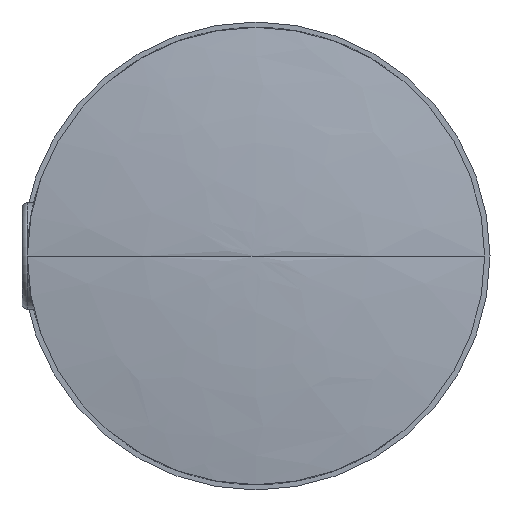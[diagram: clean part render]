
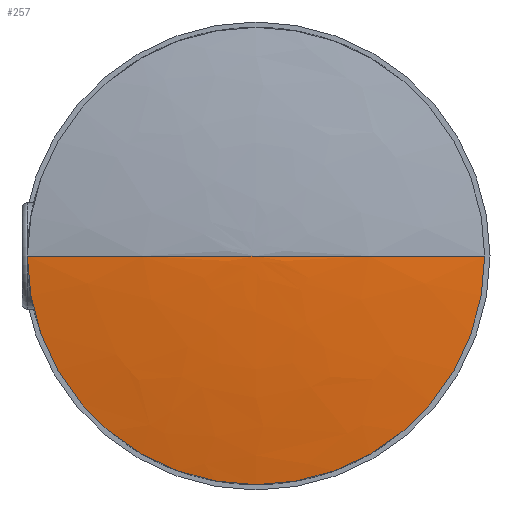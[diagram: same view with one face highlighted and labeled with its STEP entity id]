
A CAD part, left-side view. The second image highlights one B-rep face of the part: STEP entity #257.
In plain terms, the highlighted free-form (B-spline) face has degree [2, 3] with [3, 4] control points.
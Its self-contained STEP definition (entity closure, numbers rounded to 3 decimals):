
#257 = ADVANCED_FACE ( 'NONE', ( #397 ), #337, .F. ) ;
#309 = AXIS2_PLACEMENT_3D ( 'NONE', #589, #4297, #1389 ) ;
#337 =( BOUNDED_SURFACE ( )  B_SPLINE_SURFACE ( 2, 3, ( 
 ( #5389, #1610, #3753, #2924 ),
 ( #4605, #2513, #4187, #425 ),
 ( #2346, #3984, #4016, #5181 ) ),
 .UNSPECIFIED., .F., .F., .F. ) 
 B_SPLINE_SURFACE_WITH_KNOTS ( ( 3, 3 ),
 ( 4, 4 ),
 ( 0., 1. ),
 ( 0., 1. ),
 .UNSPECIFIED. ) 
 GEOMETRIC_REPRESENTATION_ITEM ( )  RATIONAL_B_SPLINE_SURFACE ( (
 ( 1., 0.333, 0.333, 1.),
 ( 1., 0.333, 0.333, 1.),
 ( 1., 0.333, 0.333, 1.) ) ) 
 REPRESENTATION_ITEM ( '' )  SURFACE ( )  );
#397 = FACE_OUTER_BOUND ( 'NONE', #570, .T. ) ;
#425 = CARTESIAN_POINT ( 'NONE',  ( -70.773, -5.274, 0. ) ) ;
#570 = EDGE_LOOP ( 'NONE', ( #1805, #5124, #1151, #4672 ) ) ;
#589 = CARTESIAN_POINT ( 'NONE',  ( -69.926, 0., 0. ) ) ;
#670 = CARTESIAN_POINT ( 'NONE',  ( -70.773, 5.274, 0. ) ) ;
#772 = CARTESIAN_POINT ( 'NONE',  ( -70.753, 0., 0. ) ) ;
#905 = VERTEX_POINT ( 'NONE', #943 ) ;
#943 = CARTESIAN_POINT ( 'NONE',  ( -69.926, 10.75, 0. ) ) ;
#1151 = ORIENTED_EDGE ( 'NONE', *, *, #3721, .F. ) ;
#1162 = CARTESIAN_POINT ( 'NONE',  ( -69.926, 10.75, 0. ) ) ;
#1389 = DIRECTION ( 'NONE',  ( 0., 0., 1. ) ) ;
#1476 = EDGE_CURVE ( 'NONE', #2520, #2143, #2676, .T. ) ;
#1524 = CARTESIAN_POINT ( 'NONE',  ( -70.753, 0., 0. ) ) ;
#1610 = CARTESIAN_POINT ( 'NONE',  ( -69.926, 10.75, -21.5 ) ) ;
#1805 = ORIENTED_EDGE ( 'NONE', *, *, #1476, .T. ) ;
#1998 = CIRCLE ( 'NONE', #4356, 10.75 ) ;
#2011 = CARTESIAN_POINT ( 'NONE',  ( -70.773, -5.274, 0. ) ) ;
#2143 = VERTEX_POINT ( 'NONE', #2181 ) ;
#2181 = CARTESIAN_POINT ( 'NONE',  ( -69.926, -10.75, 0. ) ) ;
#2346 = CARTESIAN_POINT ( 'NONE',  ( -70.753, 0., 0. ) ) ;
#2453 = B_SPLINE_CURVE_WITH_KNOTS ( 'NONE', 2,
 ( #1162, #670, #1524 ),
 .UNSPECIFIED., .F., .F.,
 ( 3, 3 ),
 ( 0., 1. ),
 .UNSPECIFIED. ) ;
#2513 = CARTESIAN_POINT ( 'NONE',  ( -70.773, 5.274, -10.547 ) ) ;
#2520 = VERTEX_POINT ( 'NONE', #4946 ) ;
#2676 = CIRCLE ( 'NONE', #309, 10.75 ) ;
#2924 = CARTESIAN_POINT ( 'NONE',  ( -69.926, -10.75, 0. ) ) ;
#3038 = CARTESIAN_POINT ( 'NONE',  ( -69.926, 0., 0. ) ) ;
#3371 = VERTEX_POINT ( 'NONE', #4824 ) ;
#3721 = EDGE_CURVE ( 'NONE', #905, #3371, #2453, .T. ) ;
#3753 = CARTESIAN_POINT ( 'NONE',  ( -69.926, -10.75, -21.5 ) ) ;
#3984 = CARTESIAN_POINT ( 'NONE',  ( -70.753, 0., 0. ) ) ;
#4016 = CARTESIAN_POINT ( 'NONE',  ( -70.753, 0., 0. ) ) ;
#4187 = CARTESIAN_POINT ( 'NONE',  ( -70.773, -5.274, -10.547 ) ) ;
#4276 = DIRECTION ( 'NONE',  ( 0., 0., 1. ) ) ;
#4297 = DIRECTION ( 'NONE',  ( -1., 0., 0. ) ) ;
#4356 = AXIS2_PLACEMENT_3D ( 'NONE', #3038, #4617, #4276 ) ;
#4421 = B_SPLINE_CURVE_WITH_KNOTS ( 'NONE', 2,
 ( #4481, #2011, #772 ),
 .UNSPECIFIED., .F., .F.,
 ( 3, 3 ),
 ( 0., 1. ),
 .UNSPECIFIED. ) ;
#4426 = EDGE_CURVE ( 'NONE', #2143, #3371, #4421, .T. ) ;
#4481 = CARTESIAN_POINT ( 'NONE',  ( -69.926, -10.75, 0. ) ) ;
#4605 = CARTESIAN_POINT ( 'NONE',  ( -70.773, 5.274, 0. ) ) ;
#4617 = DIRECTION ( 'NONE',  ( -1., 0., 0. ) ) ;
#4672 = ORIENTED_EDGE ( 'NONE', *, *, #4962, .T. ) ;
#4824 = CARTESIAN_POINT ( 'NONE',  ( -70.753, 0., 0. ) ) ;
#4946 = CARTESIAN_POINT ( 'NONE',  ( -69.926, 0., -10.75 ) ) ;
#4962 = EDGE_CURVE ( 'NONE', #905, #2520, #1998, .T. ) ;
#5124 = ORIENTED_EDGE ( 'NONE', *, *, #4426, .T. ) ;
#5181 = CARTESIAN_POINT ( 'NONE',  ( -70.753, 0., 0. ) ) ;
#5389 = CARTESIAN_POINT ( 'NONE',  ( -69.926, 10.75, 0. ) ) ;
